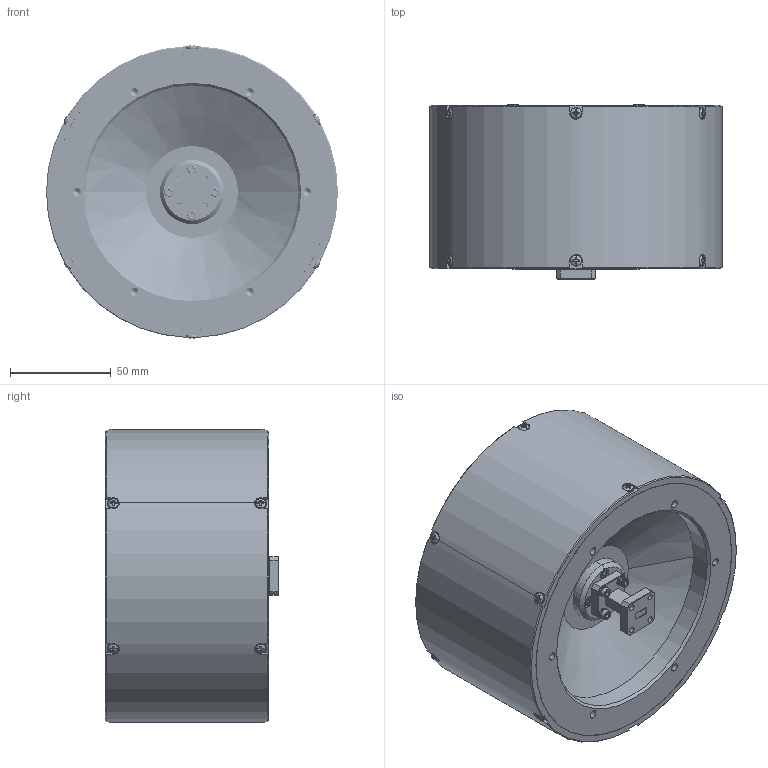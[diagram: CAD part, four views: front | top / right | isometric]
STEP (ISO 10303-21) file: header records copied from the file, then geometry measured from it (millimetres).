
FILE_DESCRIPTION (( 'STEP AP203' ), '1' );
FILE_NAME ('SAO-2734030810-28-S1.STEP', '2019-06-27T16:59:37', ( '' ), ( '' ), 'SwSTEP 2.0', 'SolidWorks 2016', '' );
FILE_SCHEMA (( 'CONFIG_CONTROL_DESIGN' ));
Length unit declared in the file: inch
Products named in the file (1): SAO-2734030810-28-S1
Bounding box: 144.78 x 86.2 x 145.65 mm (x, y, z)
Volume: 1168353.9 mm3; surface area: 149335.2 mm2
Topology: 43 solids, 43 shells, 2578 faces, 7002 edges, 4528 vertices
Faces by surface type: cylinder 1398, plane 686, cone 366, bspline 54, torus 50, sphere 24
Entity records: 103246 total; most frequent: CARTESIAN_POINT 45461, ORIENTED_EDGE 13884, DIRECTION 10421, EDGE_CURVE 6942, VERTEX_POINT 4528, AXIS2_PLACEMENT_3D 3905, EDGE_LOOP 2700, VECTOR 2611
